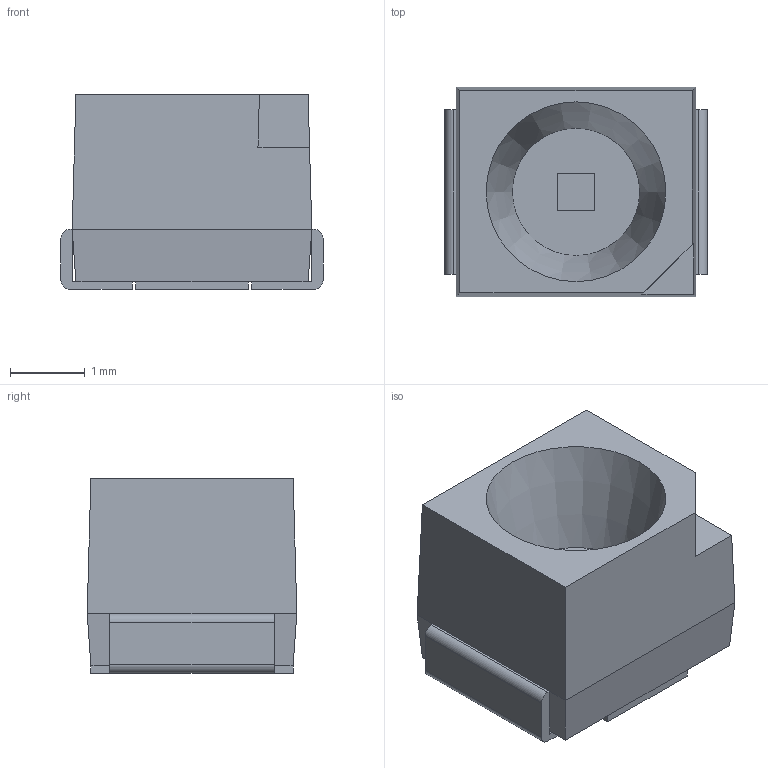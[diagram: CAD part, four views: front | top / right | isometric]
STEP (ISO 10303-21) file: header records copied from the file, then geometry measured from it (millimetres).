
FILE_DESCRIPTION(('FreeCAD Model'),'2;1');
FILE_NAME('OP580DA.step','2018-09-15T18:01:52',( 'kicad StepUp'),('ksu MCAD'),'Open CASCADE STEP processor 7.2', 'FreeCAD','Unknown');
FILE_SCHEMA(('AUTOMOTIVE_DESIGN { 1 0 10303 214 1 1 1 1 }'));
Length unit declared in the file: millimetre
Products named in the file (1): Pad002
Bounding box: 3.5 x 2.8 x 2.6 mm (x, y, z)
Volume: 18.1 mm3; surface area: 63.6 mm2
Topology: 1 solids, 1 shells, 47 faces, 116 edges, 72 vertices
Faces by surface type: plane 33, bspline 8, cylinder 5, cone 1
Full cylindrical faces by diameter (mm): 1 x1
Entity records: 1376 total; most frequent: CARTESIAN_POINT 279, ORIENTED_EDGE 236, DIRECTION 195, EDGE_CURVE 116, LINE 91, VECTOR 91, VERTEX_POINT 72, AXIS2_PLACEMENT_3D 52
